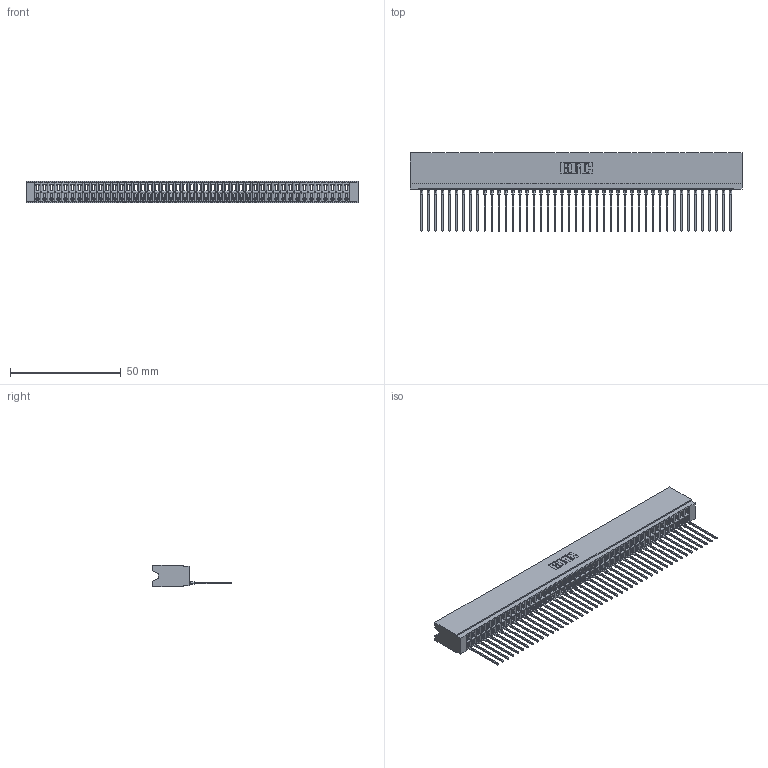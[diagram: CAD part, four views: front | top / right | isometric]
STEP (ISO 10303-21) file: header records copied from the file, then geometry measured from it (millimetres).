
FILE_DESCRIPTION (( 'STEP AP203' ), '1' );
FILE_NAME ('746-045-541-506.STEP', '2026-03-04T17:44:50', ( '' ), ( '' ), 'SwSTEP 2.0', 'SolidWorks 2023', '' );
FILE_SCHEMA (( 'CONFIG_CONTROL_DESIGN' ));
Length unit declared in the file: millimetre
Products named in the file (3): 746-292-001_541; 746-045-541-506; 746 Part_.340 Slot Depth - 06
Assembly tree (46 placements, depth 2):
  746-045-541-506
    746 Part_.340 Slot Depth - 06
    746-292-001_541  x45
Bounding box: 150.11 x 35.42 x 9.91 mm (x, y, z)
Volume: 17025.3 mm3; surface area: 24123.6 mm2
Topology: 46 solids, 46 shells, 4958 faces, 14080 edges, 9040 vertices
Faces by surface type: plane 2891, bspline 900, cylinder 897, torus 270
Entity records: 67595 total; most frequent: CARTESIAN_POINT 13653, ORIENTED_EDGE 11880, DIRECTION 9824, EDGE_CURVE 5940, LINE 5306, VECTOR 5306, VERTEX_POINT 3936, AXIS2_PLACEMENT_3D 2259
